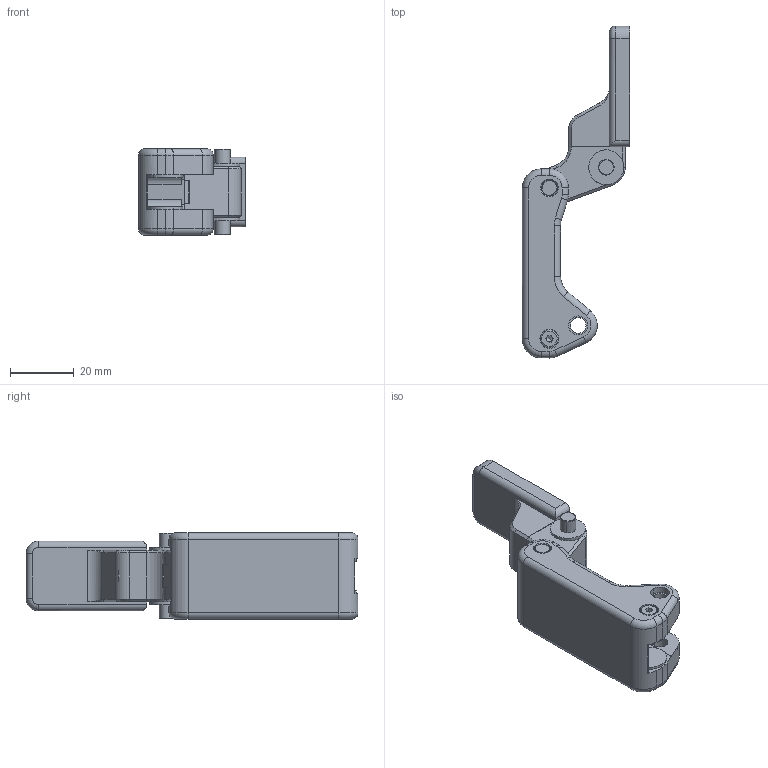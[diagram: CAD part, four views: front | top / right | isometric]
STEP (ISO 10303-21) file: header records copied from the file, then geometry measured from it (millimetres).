
FILE_DESCRIPTION (( 'STEP AP214' ), '1' );
FILE_NAME ('Gripper2F85Link2.STEP', '2023-09-14T19:15:41', ( '' ), ( '' ), 'SwSTEP 2.0', 'SolidWorks 2022', '' );
FILE_SCHEMA (( 'AUTOMOTIVE_DESIGN' ));
Length unit declared in the file: millimetre
Products named in the file (5): asdf; Part13.STEP; Copy of Defeatured 2F-85 PAD OPEN_finger4.step^Assem5.STEP; Gripper2F85Link2; Gripper2F85Link3.STEP
Assembly tree (4 placements, depth 3):
  Gripper2F85Link2
    Gripper2F85Link3.STEP
      Copy of Defeatured 2F-85 PAD OPEN_finger4.step^Assem5.STEP
      Part13.STEP
    asdf
Bounding box: 33.76 x 104.53 x 27.2 mm (x, y, z)
Volume: 29406.6 mm3; surface area: 13127.1 mm2
Topology: 3 solids, 3 shells, 319 faces, 771 edges, 477 vertices
Faces by surface type: plane 140, cylinder 114, cone 35, torus 26, sphere 4
Entity records: 9828 total; most frequent: DIRECTION 1734, CARTESIAN_POINT 1638, ORIENTED_EDGE 1534, EDGE_CURVE 767, AXIS2_PLACEMENT_3D 652, VERTEX_POINT 477, VECTOR 430, LINE 430
